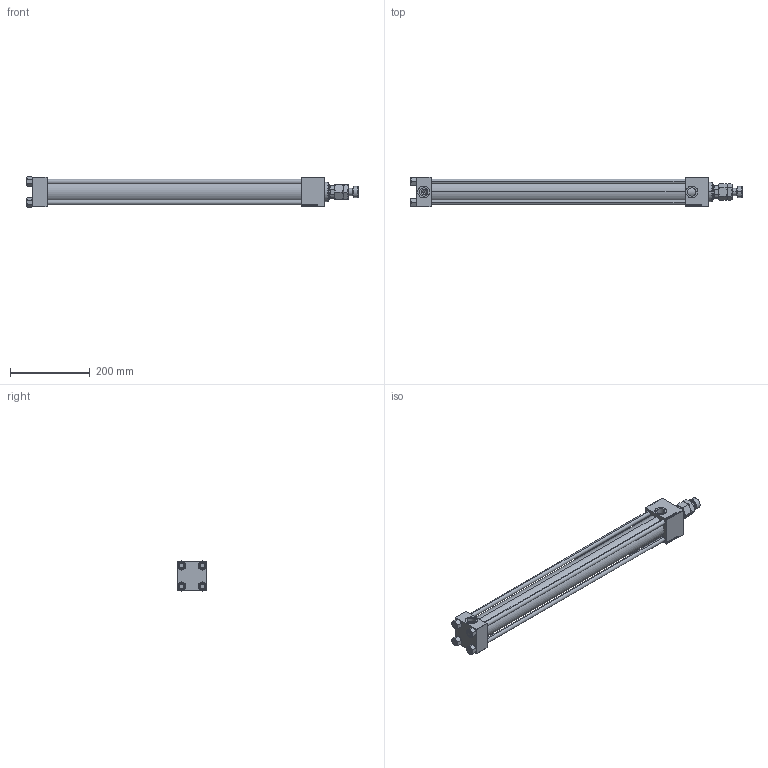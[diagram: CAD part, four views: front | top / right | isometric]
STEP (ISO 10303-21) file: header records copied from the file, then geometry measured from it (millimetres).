
FILE_DESCRIPTION (( 'STEP AP203' ), '1' );
FILE_NAME ('b170.STEP', '2023-08-23T14:57:01', ( '' ), ( '' ), 'SwSTEP 2.0', 'SolidWorks 2019', '' );
FILE_SCHEMA (( 'CONFIG_CONTROL_DESIGN' ));
Length unit declared in the file: millimetre
Products named in the file (7): V215CR_C_TYCINKA ae0d662720c5c19bfba6b0661cac5f86; b170; V215CR_VCP_C ae0d662720c5c19bfba6b0661cac5f86; NUT_M5_C ae0d662720c5c19bfba6b0661cac5f86; V215_VC_A ae0d662720c5c19bfba6b0661cac5f86; V215CR_C_Body ae0d662720c5c19bfba6b0661cac5f86; MFA ae0d662720c5c19bfba6b0661cac5f86
Assembly tree (12 placements, depth 2):
  b170
    V215CR_C_Body ae0d662720c5c19bfba6b0661cac5f86
    V215CR_VCP_C ae0d662720c5c19bfba6b0661cac5f86
    NUT_M5_C ae0d662720c5c19bfba6b0661cac5f86  x4
    V215CR_C_TYCINKA ae0d662720c5c19bfba6b0661cac5f86  x4
    V215_VC_A ae0d662720c5c19bfba6b0661cac5f86
    MFA ae0d662720c5c19bfba6b0661cac5f86
Bounding box: 834 x 75 x 75.54 mm (x, y, z)
Volume: 1877239 mm3; surface area: 510489.7 mm2
Topology: 12 solids, 12 shells, 1200 faces, 2980 edges, 1923 vertices
Faces by surface type: plane 542, bspline 392, cone 164, cylinder 90, torus 12
Entity records: 51931 total; most frequent: CARTESIAN_POINT 27717, ORIENTED_EDGE 5452, DIRECTION 3502, EDGE_CURVE 2726, VERTEX_POINT 1779, VECTOR 1610, LINE 1610, EDGE_LOOP 1211
